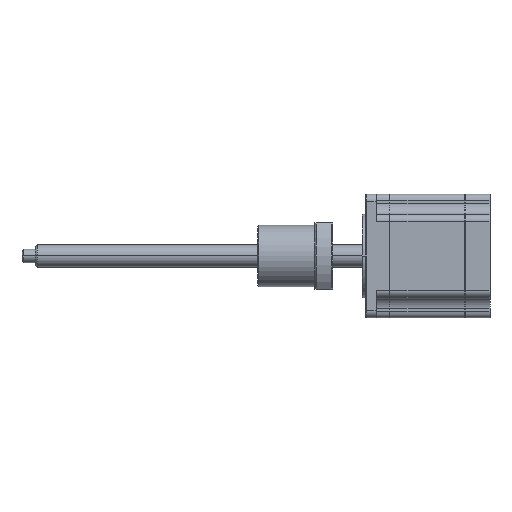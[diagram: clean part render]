
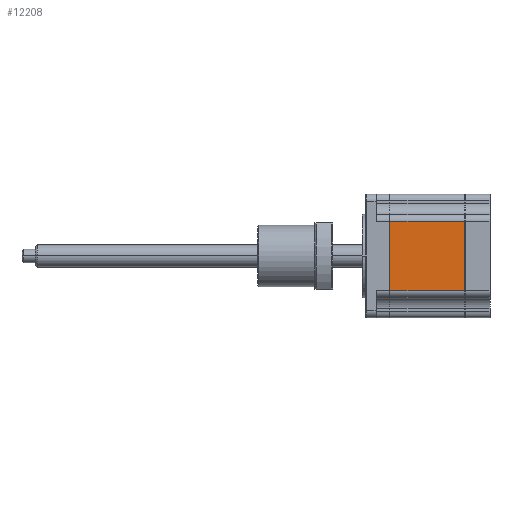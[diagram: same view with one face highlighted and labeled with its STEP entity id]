
A CAD part, left-side view. The second image highlights one B-rep face of the part: STEP entity #12208.
In plain terms, the highlighted planar face has unit normal (-1, 0, 0).
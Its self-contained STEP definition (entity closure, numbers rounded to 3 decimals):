
#165 = ORIENTED_EDGE ( 'NONE', *, *, #7498, .T. ) ;
#518 = CARTESIAN_POINT ( 'NONE',  ( -44.479, -60.672, 79.45 ) ) ;
#572 = DIRECTION ( 'NONE',  ( 0., 0., 1. ) ) ;
#580 = VERTEX_POINT ( 'NONE', #1077 ) ;
#1037 = CARTESIAN_POINT ( 'NONE',  ( -44.479, -26.672, 47.85 ) ) ;
#1077 = CARTESIAN_POINT ( 'NONE',  ( -44.479, -60.672, 47.85 ) ) ;
#1381 = DIRECTION ( 'NONE',  ( 0., 0., -1. ) ) ;
#1771 = LINE ( 'NONE', #7538, #12576 ) ;
#1940 = DIRECTION ( 'NONE',  ( 0., 0., -1. ) ) ;
#2099 = LINE ( 'NONE', #12412, #10121 ) ;
#2446 = VECTOR ( 'NONE', #1381, 1000. ) ;
#2577 = VERTEX_POINT ( 'NONE', #9700 ) ;
#3191 = ORIENTED_EDGE ( 'NONE', *, *, #8629, .F. ) ;
#3762 = CARTESIAN_POINT ( 'NONE',  ( -44.479, -60.672, 47.85 ) ) ;
#4345 = EDGE_LOOP ( 'NONE', ( #9213, #8240, #3191, #165 ) ) ;
#4615 = CARTESIAN_POINT ( 'NONE',  ( -44.479, -26.672, 47.85 ) ) ;
#4814 = DIRECTION ( 'NONE',  ( 0., 1., 0. ) ) ;
#5469 = DIRECTION ( 'NONE',  ( 0., 1., 0. ) ) ;
#6919 = DIRECTION ( 'NONE',  ( 1., 0., 0. ) ) ;
#7498 = EDGE_CURVE ( 'NONE', #2577, #13109, #7731, .T. ) ;
#7538 = CARTESIAN_POINT ( 'NONE',  ( -44.479, -60.672, 47.85 ) ) ;
#7731 = LINE ( 'NONE', #518, #10149 ) ;
#8017 = EDGE_CURVE ( 'NONE', #13109, #10151, #11134, .T. ) ;
#8141 = FACE_OUTER_BOUND ( 'NONE', #4345, .T. ) ;
#8167 = EDGE_CURVE ( 'NONE', #580, #10151, #1771, .T. ) ;
#8240 = ORIENTED_EDGE ( 'NONE', *, *, #8167, .F. ) ;
#8629 = EDGE_CURVE ( 'NONE', #2577, #580, #2099, .T. ) ;
#9213 = ORIENTED_EDGE ( 'NONE', *, *, #8017, .T. ) ;
#9700 = CARTESIAN_POINT ( 'NONE',  ( -44.479, -60.672, 79.45 ) ) ;
#10121 = VECTOR ( 'NONE', #1940, 1000. ) ;
#10149 = VECTOR ( 'NONE', #4814, 1000. ) ;
#10151 = VERTEX_POINT ( 'NONE', #1037 ) ;
#11134 = LINE ( 'NONE', #4615, #2446 ) ;
#11744 = CARTESIAN_POINT ( 'NONE',  ( -44.479, -26.672, 79.45 ) ) ;
#12208 = ADVANCED_FACE ( 'NONE', ( #8141 ), #13101, .F. ) ;
#12328 = AXIS2_PLACEMENT_3D ( 'NONE', #3762, #6919, #572 ) ;
#12412 = CARTESIAN_POINT ( 'NONE',  ( -44.479, -60.672, 47.85 ) ) ;
#12576 = VECTOR ( 'NONE', #5469, 1000. ) ;
#13101 = PLANE ( 'NONE',  #12328 ) ;
#13109 = VERTEX_POINT ( 'NONE', #11744 ) ;
